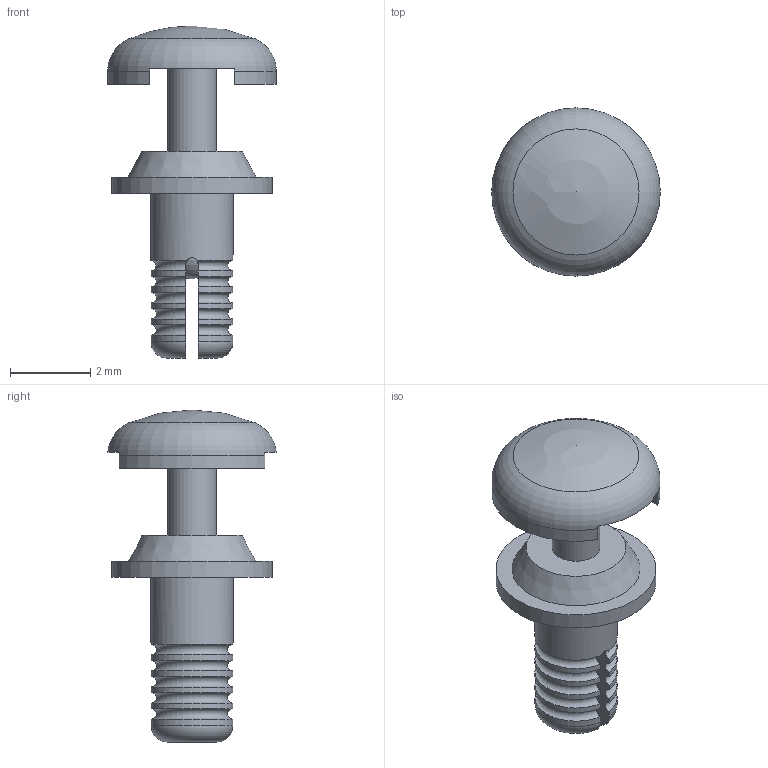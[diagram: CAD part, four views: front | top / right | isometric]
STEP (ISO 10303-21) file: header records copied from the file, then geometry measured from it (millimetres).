
FILE_DESCRIPTION( ( 'Unknown' ), '1' );
FILE_NAME( '7009776.stp', 'Unknown', ( 'Unknown' ), ( 'Unknown' ), 'PSStep 19.0.9', 'Unknown', ' ' );
FILE_SCHEMA( ( 'AUTOMOTIVE_DESIGN { 1 0 10303 214 1 1 1 1 }' ) );
Length unit declared in the file: millimetre
Products named in the file (3): Assem1; 7009776_aufnahme; 7009776_spreizer
Assembly tree (2 placements, depth 2):
  Assem1
    7009776_aufnahme
    7009776_spreizer
Bounding box: 4.2 x 4.19 x 8.27 mm (x, y, z)
Volume: 32.6 mm3; surface area: 140.7 mm2
Topology: 2 solids, 2 shells, 58 faces, 155 edges, 103 vertices
Faces by surface type: cylinder 19, plane 18, torus 13, cone 4, sphere 4
Full cylindrical faces by diameter (mm): 1.2 x3, 2.05 x1, 4 x1
Entity records: 2948 total; most frequent: CARTESIAN_POINT 1097, ORIENTED_EDGE 276, DIRECTION 268, EDGE_CURVE 138, AXIS2_PLACEMENT_3D 113, VERTEX_POINT 98, EDGE_LOOP 70, FACE_OUTER_BOUND 64
